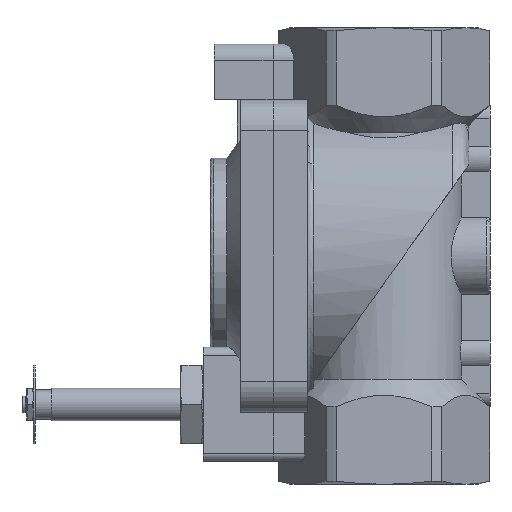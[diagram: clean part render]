
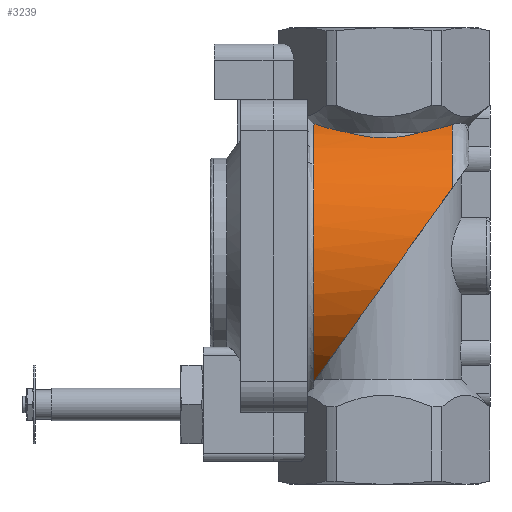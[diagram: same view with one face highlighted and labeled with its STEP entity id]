
A CAD part, left-side view. The second image highlights one B-rep face of the part: STEP entity #3239.
In plain terms, the highlighted cylindrical face has radius 43.5 mm (diameter 87 mm), a partial arc.
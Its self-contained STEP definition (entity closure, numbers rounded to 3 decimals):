
#129=ELLIPSE('',#3484,53.432,43.5);
#526=CYLINDRICAL_SURFACE('',#3493,43.5);
#601=CIRCLE('',#3487,43.5);
#605=CIRCLE('',#3494,43.5);
#843=ORIENTED_EDGE('',*,*,#1824,.T.);
#844=ORIENTED_EDGE('',*,*,#1813,.F.);
#845=ORIENTED_EDGE('',*,*,#1817,.F.);
#846=ORIENTED_EDGE('',*,*,#1778,.F.);
#847=ORIENTED_EDGE('',*,*,#1825,.F.);
#848=ORIENTED_EDGE('',*,*,#1776,.F.);
#1776=EDGE_CURVE('',#2271,#2272,#2588,.T.);
#1778=EDGE_CURVE('',#2273,#2274,#2589,.T.);
#1813=EDGE_CURVE('',#2302,#2303,#129,.T.);
#1817=EDGE_CURVE('',#2274,#2302,#601,.T.);
#1824=EDGE_CURVE('',#2271,#2303,#605,.T.);
#1825=EDGE_CURVE('',#2272,#2273,#2606,.T.);
#2271=VERTEX_POINT('',#5004);
#2272=VERTEX_POINT('',#5010);
#2273=VERTEX_POINT('',#5012);
#2274=VERTEX_POINT('',#5018);
#2302=VERTEX_POINT('',#5165);
#2303=VERTEX_POINT('',#5167);
#2588=B_SPLINE_CURVE_WITH_KNOTS('',3,(#5005,#5006,#5007,#5008,#5009),
 .UNSPECIFIED.,.F.,.F.,(4,1,4),(0.011,0.017,0.023),
 .UNSPECIFIED.);
#2589=B_SPLINE_CURVE_WITH_KNOTS('',3,(#5013,#5014,#5015,#5016,#5017),
 .UNSPECIFIED.,.F.,.F.,(4,1,4),(0.004,0.01,
0.016),.UNSPECIFIED.);
#2606=B_SPLINE_CURVE_WITH_KNOTS('',3,(#5202,#5203,#5204,#5205,#5206,#5207,
#5208,#5209,#5210),.UNSPECIFIED.,.F.,.F.,(4,1,1,1,1,1,4),(0.027,
0.03,0.033,0.038,0.041,
0.044,0.05),.UNSPECIFIED.);
#2704=EDGE_LOOP('',(#843,#844,#845,#846,#847,#848));
#2946=FACE_BOUND('',#2704,.T.);
#3239=ADVANCED_FACE('',(#2946),#526,.T.);
#3484=AXIS2_PLACEMENT_3D('',#5166,#3902,#3903);
#3487=AXIS2_PLACEMENT_3D('',#5176,#3909,#3910);
#3493=AXIS2_PLACEMENT_3D('',#5200,#3922,#3923);
#3494=AXIS2_PLACEMENT_3D('',#5201,#3924,#3925);
#3902=DIRECTION('',(0.,-0.814,0.581));
#3903=DIRECTION('',(0.,-0.581,-0.814));
#3909=DIRECTION('',(0.,-1.,0.));
#3910=DIRECTION('',(0.,0.,-1.));
#3922=DIRECTION('',(0.,-1.,0.));
#3923=DIRECTION('',(0.,0.,-1.));
#3924=DIRECTION('',(0.,-1.,0.));
#3925=DIRECTION('',(0.,0.,-1.));
#5004=CARTESIAN_POINT('',(15.937,21.516,29.524));
#5005=CARTESIAN_POINT('',(15.937,21.516,29.524));
#5006=CARTESIAN_POINT('',(17.221,19.936,30.03));
#5007=CARTESIAN_POINT('',(19.418,16.531,31.033));
#5008=CARTESIAN_POINT('',(20.973,12.667,31.884));
#5009=CARTESIAN_POINT('',(21.572,10.686,32.226));
#5010=CARTESIAN_POINT('',(21.572,10.686,32.226));
#5012=CARTESIAN_POINT('',(21.572,-10.686,32.226));
#5013=CARTESIAN_POINT('',(21.572,-10.686,32.226));
#5014=CARTESIAN_POINT('',(21.007,-12.554,31.903));
#5015=CARTESIAN_POINT('',(19.578,-16.174,31.118));
#5016=CARTESIAN_POINT('',(17.517,-19.488,30.163));
#5017=CARTESIAN_POINT('',(16.346,-21.,29.688));
#5018=CARTESIAN_POINT('',(16.346,-21.,29.688));
#5165=CARTESIAN_POINT('',(38.079,-21.,48.971));
#5166=CARTESIAN_POINT('',(0.,-6.,70.));
#5167=CARTESIAN_POINT('',(20.103,21.516,108.576));
#5176=CARTESIAN_POINT('',(0.,-21.,70.));
#5200=CARTESIAN_POINT('',(0.,-26.,70.));
#5201=CARTESIAN_POINT('',(0.,21.516,70.));
#5202=CARTESIAN_POINT('',(21.572,10.686,32.226));
#5203=CARTESIAN_POINT('',(21.971,9.88,32.454));
#5204=CARTESIAN_POINT('',(22.683,8.221,32.877));
#5205=CARTESIAN_POINT('',(23.748,4.647,33.548));
#5206=CARTESIAN_POINT('',(24.182,0.99,33.842));
#5207=CARTESIAN_POINT('',(23.966,-2.795,33.697));
#5208=CARTESIAN_POINT('',(23.326,-6.437,33.278));
#5209=CARTESIAN_POINT('',(22.376,-9.064,32.685));
#5210=CARTESIAN_POINT('',(21.572,-10.686,32.226));
